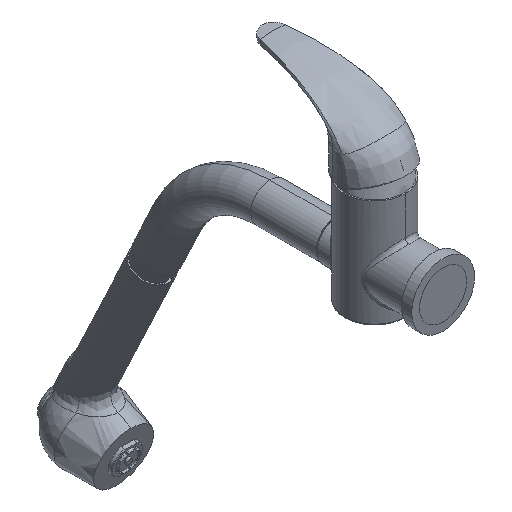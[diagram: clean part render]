
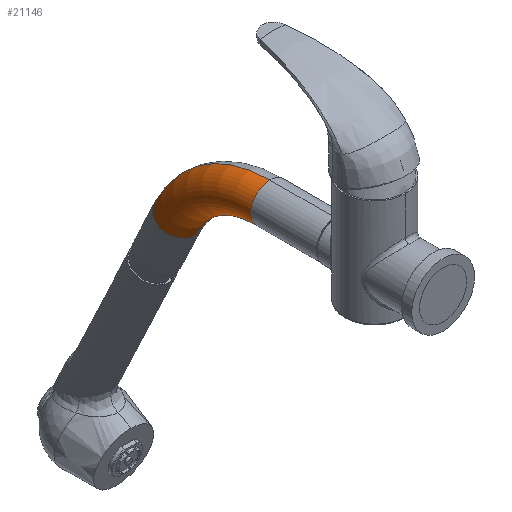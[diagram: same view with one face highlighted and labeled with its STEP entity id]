
A CAD part, isometric view. The second image highlights one B-rep face of the part: STEP entity #21146.
In plain terms, the highlighted toroidal (fillet/blend) face has major radius 80 mm and minor radius 15 mm.
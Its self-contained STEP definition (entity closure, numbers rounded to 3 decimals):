
#15850=CARTESIAN_POINT('',(0.,155.016,-62.79));
#15851=DIRECTION('',(0.,0.428,-0.904));
#15852=DIRECTION('',(0.,-0.904,-0.428));
#15853=AXIS2_PLACEMENT_3D('',#15850,#15851,#15852);
#15859=CARTESIAN_POINT('',(0.,82.7,-17.));
#15860=DIRECTION('',(0.,1.,0.));
#15861=DIRECTION('',(0.,0.,-1.));
#15862=AXIS2_PLACEMENT_3D('',#15859,#15860,#15861);
#15864=CARTESIAN_POINT('',(0.,82.7,-97.));
#15865=DIRECTION('',(-1.,0.,0.));
#15866=DIRECTION('',(0.,0.,1.));
#15867=AXIS2_PLACEMENT_3D('',#15864,#15865,#15866);
#15902=CARTESIAN_POINT('',(0.,82.7,-97.));
#15903=DIRECTION('',(-1.,0.,0.));
#15904=DIRECTION('',(0.,0.,1.));
#15905=AXIS2_PLACEMENT_3D('',#15902,#15903,#15904);
#16957=CARTESIAN_POINT('',(0.,82.7,-32.));
#16958=CARTESIAN_POINT('',(0.,82.7,-2.));
#16959=VERTEX_POINT('',#16957);
#16960=VERTEX_POINT('',#16958);
#16965=CARTESIAN_POINT('',(0.,141.457,-69.204));
#16966=CARTESIAN_POINT('',(0.,168.576,-56.375));
#16967=VERTEX_POINT('',#16965);
#16968=VERTEX_POINT('',#16966);
#21132=CARTESIAN_POINT('',(0.,82.7,-97.));
#21133=DIRECTION('',(-1.,0.,0.));
#21134=DIRECTION('',(0.,0.,-1.));
#21135=AXIS2_PLACEMENT_3D('',#21132,#21133,#21134);
#21136=TOROIDAL_SURFACE('',#21135,80.,15.);
#21138=ORIENTED_EDGE('',*,*,#21137,.F.);
#21140=ORIENTED_EDGE('',*,*,#21139,.T.);
#21141=ORIENTED_EDGE('',*,*,#21115,.T.);
#21143=ORIENTED_EDGE('',*,*,#21142,.F.);
#21144=EDGE_LOOP('',(#21138,#21140,#21141,#21143));
#21145=FACE_OUTER_BOUND('',#21144,.F.);
#21146=ADVANCED_FACE('',(#21145),#21136,.T.);
#15854=CIRCLE('',#15853,15.);
#15863=CIRCLE('',#15862,15.);
#15868=CIRCLE('',#15867,65.);
#15906=CIRCLE('',#15905,95.);
#21115=EDGE_CURVE('',#16967,#16968,#15854,.T.);
#21137=EDGE_CURVE('',#16959,#16960,#15863,.T.);
#21139=EDGE_CURVE('',#16959,#16967,#15868,.T.);
#21142=EDGE_CURVE('',#16960,#16968,#15906,.T.);
